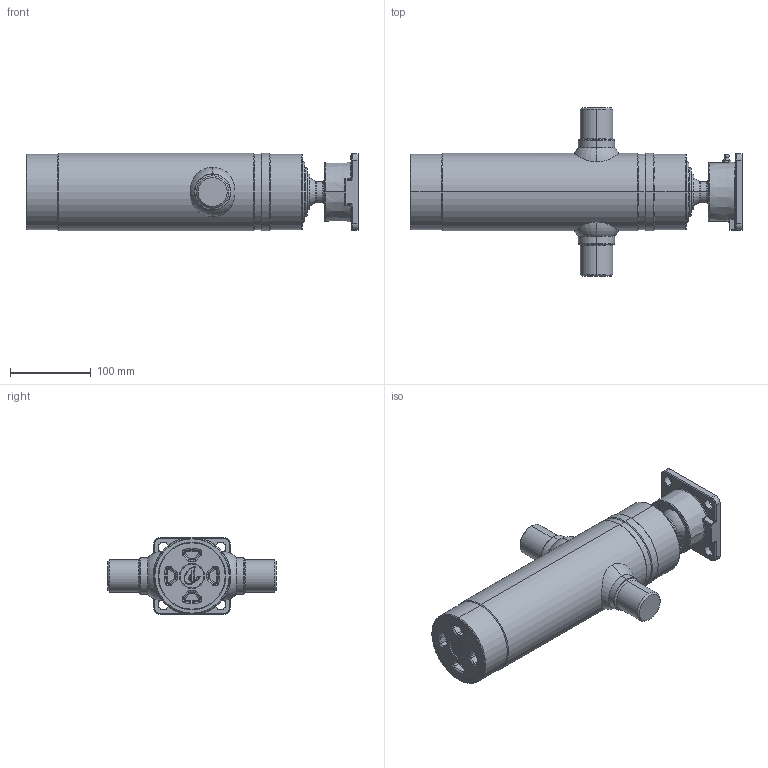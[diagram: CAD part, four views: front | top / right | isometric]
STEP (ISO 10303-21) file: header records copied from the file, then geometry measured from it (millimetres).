
FILE_DESCRIPTION (( 'STEP AP203' ), '1' );
FILE_NAME ('3395BGZ.STEP', '2014-10-07T06:11:26', ( '' ), ( '' ), 'SwSTEP 2.0', 'SolidWorks 2013', '' );
FILE_SCHEMA (( 'CONFIG_CONTROL_DESIGN' ));
Length unit declared in the file: millimetre
Products named in the file (1): 3395BGZ
Bounding box: 411 x 209 x 96 mm (x, y, z)
Surface area: 352241.5 mm2 (no closed solid volume)
Topology: 0 solids, 40 shells, 414 faces, 1247 edges, 862 vertices
Faces by surface type: cylinder 118, torus 97, cone 86, plane 74, bspline 31, sphere 8
Entity records: 17459 total; most frequent: CARTESIAN_POINT 6367, DIRECTION 2485, ORIENTED_EDGE 1983, EDGE_CURVE 1237, AXIS2_PLACEMENT_3D 1005, VERTEX_POINT 859, CIRCLE 621, LINE 475
